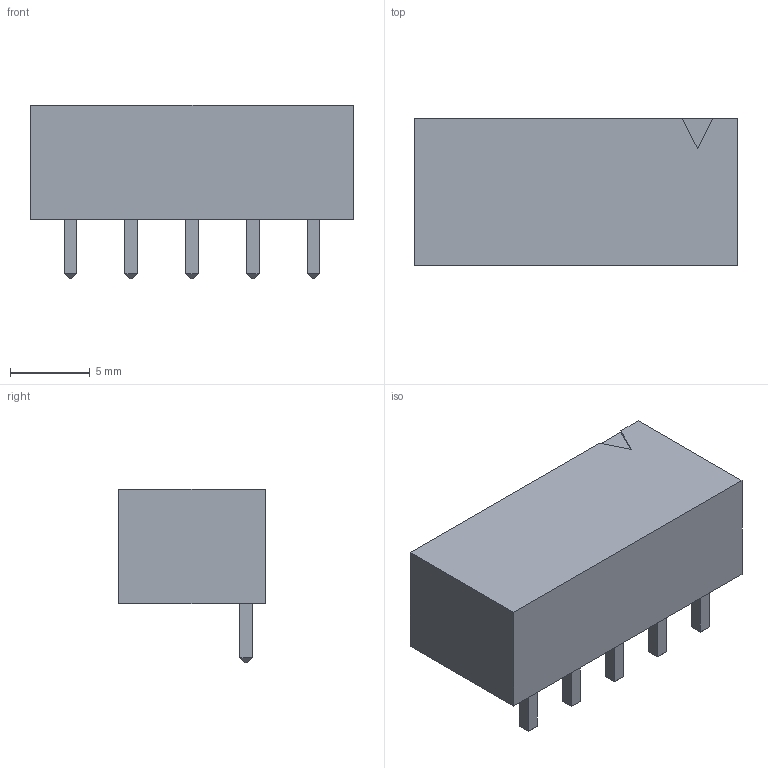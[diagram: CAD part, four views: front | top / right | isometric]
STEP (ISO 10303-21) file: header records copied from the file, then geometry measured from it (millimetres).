
FILE_DESCRIPTION(('FreeCAD Model'),'2;1');
FILE_NAME('464260.2.1.stp','2021-10-25T11:08:57',( 'Author'),(''),'Open CASCADE STEP processor 6.9','FreeCAD','Unknown' );
FILE_SCHEMA(('AUTOMOTIVE_DESIGN { 1 0 10303 214 1 1 1 1 }'));
Length unit declared in the file: millimetre
Products named in the file (3): ASSEMBLY; Body; LeadsArray
Assembly tree (2 placements, depth 2):
  ASSEMBLY
    Body
    LeadsArray
Bounding box: 20.24 x 9.2 x 10.9 mm (x, y, z)
Volume: 673.8 mm3; surface area: 1357.6 mm2
Topology: 6 solids, 6 shells, 104 faces, 233 edges, 142 vertices
Faces by surface type: plane 94, cylinder 10
Entity records: 5950 total; most frequent: CARTESIAN_POINT 1008, DIRECTION 923, LINE 659, VECTOR 659, ORIENTED_EDGE 466, PCURVE 466, DEFINITIONAL_REPRESENTATION 466, EDGE_CURVE 233
